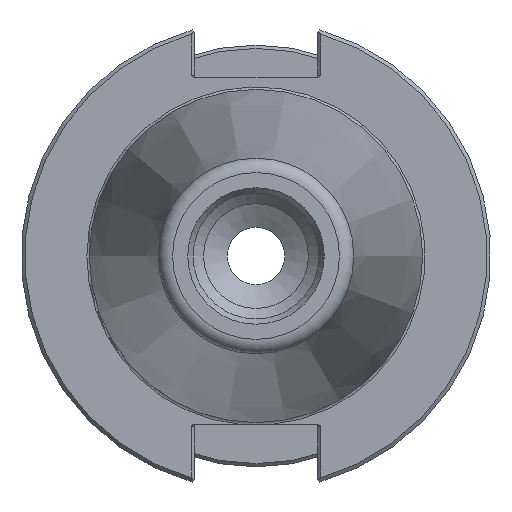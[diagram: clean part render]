
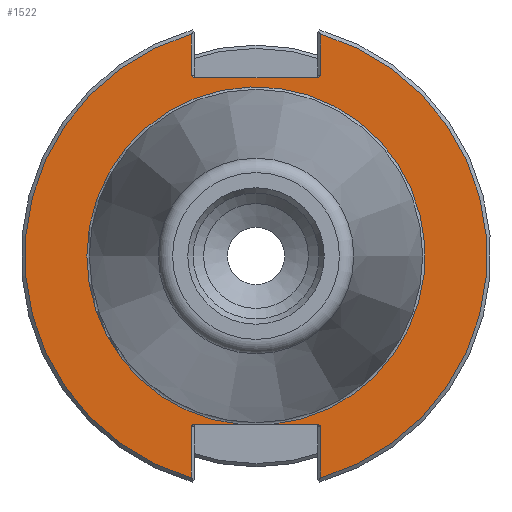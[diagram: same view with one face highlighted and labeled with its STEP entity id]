
A CAD part, left-side view. The second image highlights one B-rep face of the part: STEP entity #1522.
In plain terms, the highlighted planar face has unit normal (-1, 0, 0).
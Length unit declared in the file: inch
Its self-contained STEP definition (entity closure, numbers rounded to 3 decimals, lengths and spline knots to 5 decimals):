
#17=ELLIPSE('',#1640,0.02828,0.02);
#21=ELLIPSE('',#1651,0.02828,0.02);
#22=ELLIPSE('',#1657,0.02828,0.02);
#26=ELLIPSE('',#1668,0.02828,0.02);
#91=LINE('',#3193,#172);
#99=LINE('',#3221,#180);
#107=LINE('',#3248,#188);
#115=LINE('',#3276,#196);
#117=LINE('',#3299,#198);
#118=LINE('',#3301,#199);
#119=LINE('',#3303,#200);
#172=VECTOR('',#1920,0.3937);
#180=VECTOR('',#1950,0.3937);
#188=VECTOR('',#1978,0.3937);
#196=VECTOR('',#2008,0.3937);
#198=VECTOR('',#2022,0.3937);
#199=VECTOR('',#2025,0.3937);
#200=VECTOR('',#2028,0.3937);
#365=PLANE('',#1681);
#462=FACE_OUTER_BOUND('',#566,.T.);
#566=EDGE_LOOP('',(#1269,#1270,#1271,#1272,#1273,#1274,#1275,#1276,#1277,
#1278,#1279,#1280,#1281,#1282));
#659=CIRCLE('',#1679,1.395);
#661=CIRCLE('',#1682,1.9075);
#662=CIRCLE('',#1683,1.9075);
#770=VERTEX_POINT('',#3180);
#771=VERTEX_POINT('',#3182);
#774=VERTEX_POINT('',#3192);
#779=VERTEX_POINT('',#3208);
#780=VERTEX_POINT('',#3210);
#783=VERTEX_POINT('',#3220);
#785=VERTEX_POINT('',#3226);
#786=VERTEX_POINT('',#3227);
#792=VERTEX_POINT('',#3246);
#795=VERTEX_POINT('',#3256);
#796=VERTEX_POINT('',#3258);
#801=VERTEX_POINT('',#3274);
#803=VERTEX_POINT('',#3282);
#804=VERTEX_POINT('',#3283);
#936=EDGE_CURVE('',#770,#771,#17,.T.);
#941=EDGE_CURVE('',#771,#774,#91,.T.);
#950=EDGE_CURVE('',#779,#780,#21,.T.);
#955=EDGE_CURVE('',#780,#783,#99,.T.);
#958=EDGE_CURVE('',#785,#786,#22,.T.);
#969=EDGE_CURVE('',#792,#785,#107,.T.);
#974=EDGE_CURVE('',#795,#796,#26,.T.);
#983=EDGE_CURVE('',#801,#795,#115,.T.);
#987=EDGE_CURVE('',#803,#804,#659,.T.);
#989=EDGE_CURVE('',#786,#803,#117,.T.);
#990=EDGE_CURVE('',#774,#792,#661,.T.);
#991=EDGE_CURVE('',#796,#770,#118,.T.);
#992=EDGE_CURVE('',#783,#801,#662,.T.);
#993=EDGE_CURVE('',#804,#779,#119,.T.);
#1269=ORIENTED_EDGE('',*,*,#987,.F.);
#1270=ORIENTED_EDGE('',*,*,#989,.F.);
#1271=ORIENTED_EDGE('',*,*,#958,.F.);
#1272=ORIENTED_EDGE('',*,*,#969,.F.);
#1273=ORIENTED_EDGE('',*,*,#990,.F.);
#1274=ORIENTED_EDGE('',*,*,#941,.F.);
#1275=ORIENTED_EDGE('',*,*,#936,.F.);
#1276=ORIENTED_EDGE('',*,*,#991,.F.);
#1277=ORIENTED_EDGE('',*,*,#974,.F.);
#1278=ORIENTED_EDGE('',*,*,#983,.F.);
#1279=ORIENTED_EDGE('',*,*,#992,.F.);
#1280=ORIENTED_EDGE('',*,*,#955,.F.);
#1281=ORIENTED_EDGE('',*,*,#950,.F.);
#1282=ORIENTED_EDGE('',*,*,#993,.F.);
#1522=ADVANCED_FACE('',(#462),#365,.T.);
#1640=AXIS2_PLACEMENT_3D('',#3183,#1909,#1910);
#1651=AXIS2_PLACEMENT_3D('',#3211,#1939,#1940);
#1657=AXIS2_PLACEMENT_3D('',#3228,#1956,#1957);
#1668=AXIS2_PLACEMENT_3D('',#3259,#1988,#1989);
#1679=AXIS2_PLACEMENT_3D('',#3295,#2016,#2017);
#1681=AXIS2_PLACEMENT_3D('',#3298,#2020,#2021);
#1682=AXIS2_PLACEMENT_3D('',#3300,#2023,#2024);
#1683=AXIS2_PLACEMENT_3D('',#3302,#2026,#2027);
#1909=DIRECTION('center_axis',(-1.,0.,0.));
#1910=DIRECTION('ref_axis',(0.,-1.,0.));
#1920=DIRECTION('',(0.,0.,1.));
#1939=DIRECTION('center_axis',(-1.,0.,0.));
#1940=DIRECTION('ref_axis',(0.,1.,0.));
#1950=DIRECTION('',(0.,0.,-1.));
#1956=DIRECTION('center_axis',(-1.,0.,0.));
#1957=DIRECTION('ref_axis',(0.,-1.,0.));
#1978=DIRECTION('',(0.,0.,1.));
#1988=DIRECTION('center_axis',(-1.,0.,0.));
#1989=DIRECTION('ref_axis',(0.,1.,0.));
#2008=DIRECTION('',(0.,0.,-1.));
#2016=DIRECTION('center_axis',(-1.,0.,0.));
#2017=DIRECTION('ref_axis',(0.,-1.,0.));
#2020=DIRECTION('center_axis',(-1.,0.,0.));
#2021=DIRECTION('ref_axis',(0.,0.,1.));
#2022=DIRECTION('',(0.,1.,0.));
#2023=DIRECTION('center_axis',(1.,0.,0.));
#2024=DIRECTION('ref_axis',(0.,-1.,0.));
#2025=DIRECTION('',(0.,-1.,0.));
#2026=DIRECTION('center_axis',(1.,0.,0.));
#2027=DIRECTION('ref_axis',(0.,1.,0.));
#2028=DIRECTION('',(0.,1.,0.));
#3180=CARTESIAN_POINT('',(0.125,-0.50422,1.472));
#3182=CARTESIAN_POINT('',(0.125,-0.5325,1.492));
#3183=CARTESIAN_POINT('Origin',(0.125,-0.50422,1.492));
#3192=CARTESIAN_POINT('',(0.125,-0.5325,1.83167));
#3193=CARTESIAN_POINT('',(0.125,-0.5325,0.736));
#3208=CARTESIAN_POINT('',(0.125,0.50422,-1.388));
#3210=CARTESIAN_POINT('',(0.125,0.5325,-1.408));
#3211=CARTESIAN_POINT('Origin',(0.125,0.50422,-1.408));
#3220=CARTESIAN_POINT('',(0.125,0.5325,-1.83167));
#3221=CARTESIAN_POINT('',(0.125,0.5325,-0.694));
#3226=CARTESIAN_POINT('',(0.125,-0.5325,-1.408));
#3227=CARTESIAN_POINT('',(0.125,-0.50422,-1.388));
#3228=CARTESIAN_POINT('Origin',(0.125,-0.50422,-1.408));
#3246=CARTESIAN_POINT('',(0.125,-0.5325,-1.83167));
#3248=CARTESIAN_POINT('',(0.125,-0.5325,-0.694));
#3256=CARTESIAN_POINT('',(0.125,0.5325,1.492));
#3258=CARTESIAN_POINT('',(0.125,0.50422,1.472));
#3259=CARTESIAN_POINT('Origin',(0.125,0.50422,1.492));
#3274=CARTESIAN_POINT('',(0.125,0.5325,1.83167));
#3276=CARTESIAN_POINT('',(0.125,0.5325,0.736));
#3282=CARTESIAN_POINT('',(0.125,-0.13957,-1.388));
#3283=CARTESIAN_POINT('',(0.125,0.13957,-1.388));
#3295=CARTESIAN_POINT('Origin',(0.125,0.,0.));
#3298=CARTESIAN_POINT('Origin',(0.125,1.65625,0.));
#3299=CARTESIAN_POINT('',(0.125,0.82813,-1.388));
#3300=CARTESIAN_POINT('Origin',(0.125,0.,0.));
#3301=CARTESIAN_POINT('',(0.125,0.82813,1.472));
#3302=CARTESIAN_POINT('Origin',(0.125,0.,0.));
#3303=CARTESIAN_POINT('',(0.125,0.82813,-1.388));
